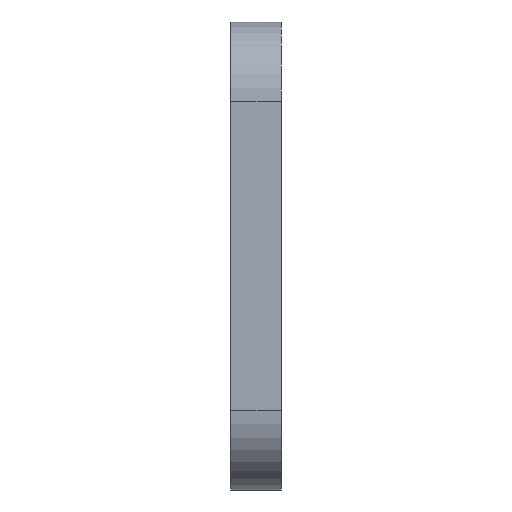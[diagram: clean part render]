
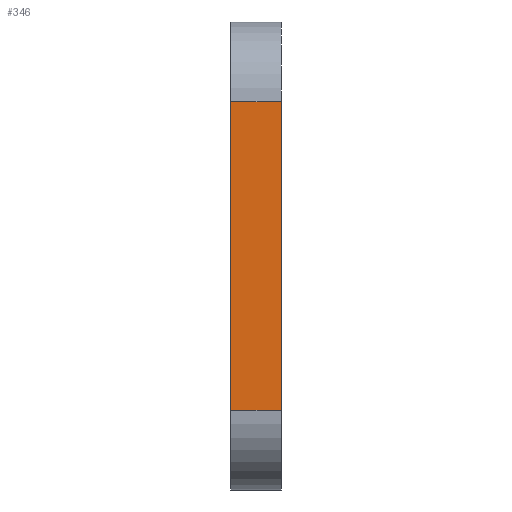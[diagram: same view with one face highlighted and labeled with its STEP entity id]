
A CAD part, left-side view. The second image highlights one B-rep face of the part: STEP entity #346.
In plain terms, the highlighted planar face has unit normal (-1, 0, 0).
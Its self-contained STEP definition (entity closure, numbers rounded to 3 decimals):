
#63 = CARTESIAN_POINT ( 'NONE',  ( -16., 0., 0.5 ) ) ;
#86 = EDGE_CURVE ( 'NONE', #874, #529, #315, .T. ) ;
#103 = ORIENTED_EDGE ( 'NONE', *, *, #708, .F. ) ;
#126 = EDGE_LOOP ( 'NONE', ( #398, #859, #103, #214 ) ) ;
#134 = DIRECTION ( 'NONE',  ( 0., 0., 1. ) ) ;
#142 = DIRECTION ( 'NONE',  ( 0., 0., -1. ) ) ;
#175 = FACE_OUTER_BOUND ( 'NONE', #126, .T. ) ;
#210 = VECTOR ( 'NONE', #848, 1000. ) ;
#214 = ORIENTED_EDGE ( 'NONE', *, *, #628, .T. ) ;
#315 = LINE ( 'NONE', #507, #580 ) ;
#346 = ADVANCED_FACE ( 'NONE', ( #175 ), #839, .F. ) ;
#350 = VERTEX_POINT ( 'NONE', #63 ) ;
#351 = VERTEX_POINT ( 'NONE', #703 ) ;
#352 = DIRECTION ( 'NONE',  ( 0., 0., 1. ) ) ;
#384 = LINE ( 'NONE', #791, #210 ) ;
#398 = ORIENTED_EDGE ( 'NONE', *, *, #592, .T. ) ;
#403 = CARTESIAN_POINT ( 'NONE',  ( -16., 2.54, 16. ) ) ;
#404 = CARTESIAN_POINT ( 'NONE',  ( -16., 0., -6. ) ) ;
#507 = CARTESIAN_POINT ( 'NONE',  ( -16., 2.54, 16. ) ) ;
#529 = VERTEX_POINT ( 'NONE', #403 ) ;
#558 = CARTESIAN_POINT ( 'NONE',  ( -16., 2.54, -6. ) ) ;
#580 = VECTOR ( 'NONE', #733, 1000. ) ;
#592 = EDGE_CURVE ( 'NONE', #350, #874, #763, .T. ) ;
#628 = EDGE_CURVE ( 'NONE', #351, #350, #384, .T. ) ;
#650 = CARTESIAN_POINT ( 'NONE',  ( -16., 0., 16. ) ) ;
#703 = CARTESIAN_POINT ( 'NONE',  ( -16., 2.54, 0.5 ) ) ;
#708 = EDGE_CURVE ( 'NONE', #351, #529, #735, .T. ) ;
#723 = VECTOR ( 'NONE', #352, 1000. ) ;
#733 = DIRECTION ( 'NONE',  ( 0., 1., 0. ) ) ;
#735 = LINE ( 'NONE', #786, #723 ) ;
#745 = VECTOR ( 'NONE', #134, 1000. ) ;
#763 = LINE ( 'NONE', #404, #745 ) ;
#772 = DIRECTION ( 'NONE',  ( 1., 0., 0. ) ) ;
#786 = CARTESIAN_POINT ( 'NONE',  ( -16., 2.54, -6. ) ) ;
#791 = CARTESIAN_POINT ( 'NONE',  ( -16., 2.54, 0.5 ) ) ;
#839 = PLANE ( 'NONE',  #877 ) ;
#848 = DIRECTION ( 'NONE',  ( 0., -1., 0. ) ) ;
#859 = ORIENTED_EDGE ( 'NONE', *, *, #86, .T. ) ;
#874 = VERTEX_POINT ( 'NONE', #650 ) ;
#877 = AXIS2_PLACEMENT_3D ( 'NONE', #558, #772, #142 ) ;
